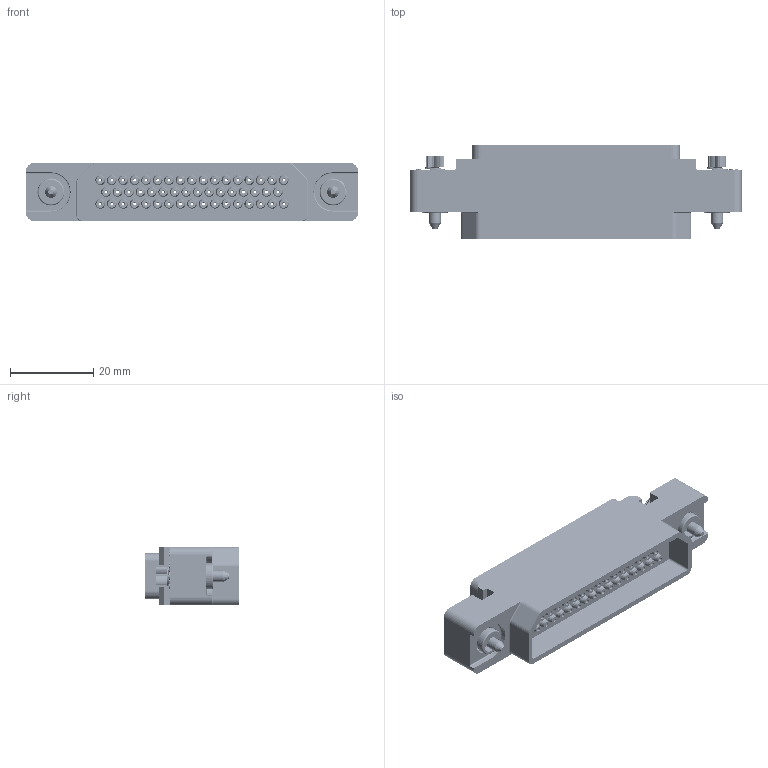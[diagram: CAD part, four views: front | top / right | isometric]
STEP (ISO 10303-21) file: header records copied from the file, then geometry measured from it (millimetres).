
FILE_DESCRIPTION((''),'2;1');
FILE_NAME('1900ND01P1A00A','2019-10-25T',('presta_be4'),(''),'CREO PARAMETRIC BY PTC INC, 2018360','CREO PARAMETRIC BY PTC INC, 2018360','');
FILE_SCHEMA(('CONFIG_CONTROL_DESIGN'));
Products named in the file (1): 1900ND01P1A00A
Bounding box: 80 x 22.77 x 14 mm (x, y, z)
Volume: 12267 mm3; surface area: 13850.3 mm2
Topology: 1 solids, 3 shells, 5529 faces, 13069 edges, 7876 vertices
Faces by surface type: plane 1969, cylinder 1526, torus 1140, cone 836, bspline 30, extrusion 28
Entity records: 170058 total; most frequent: CARTESIAN_POINT 39926, DIRECTION 28859, ORIENTED_EDGE 26130, EDGE_CURVE 13065, AXIS2_PLACEMENT_3D 10996, VERTEX_POINT 7876, VECTOR 6867, LINE 6839
